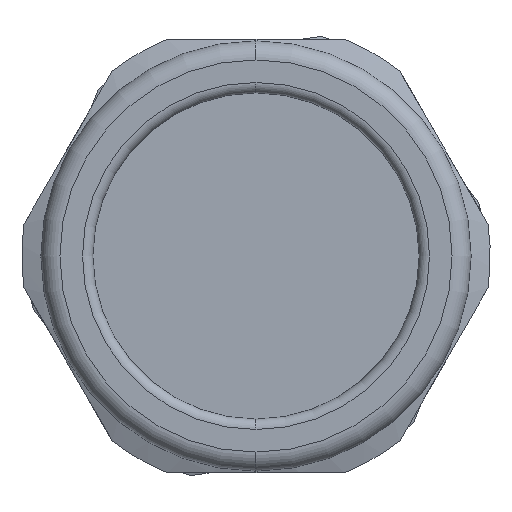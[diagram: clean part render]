
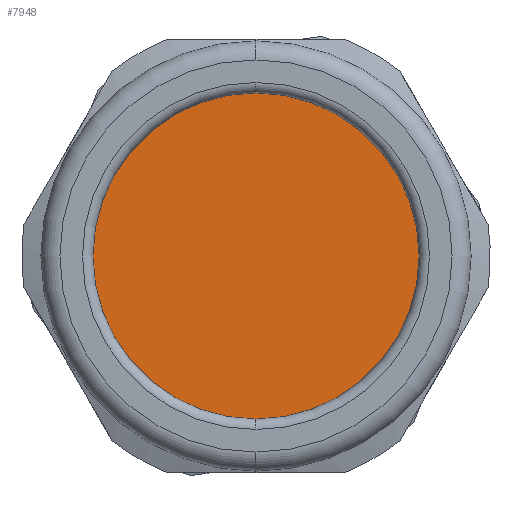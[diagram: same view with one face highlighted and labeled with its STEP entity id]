
A CAD part, left-side view. The second image highlights one B-rep face of the part: STEP entity #7948.
In plain terms, the highlighted planar face has unit normal (-1, 0, 0).
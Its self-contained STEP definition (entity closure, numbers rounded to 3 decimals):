
#380 = VERTEX_POINT ( 'NONE', #570 ) ;
#408 = CARTESIAN_POINT ( 'NONE',  ( -12.653, 0., 0. ) ) ;
#570 = CARTESIAN_POINT ( 'NONE',  ( -12.653, 0., 56.5 ) ) ;
#1028 = FACE_OUTER_BOUND ( 'NONE', #4747, .T. ) ;
#1303 = CIRCLE ( 'NONE', #4302, 56.5 ) ;
#1438 = ORIENTED_EDGE ( 'NONE', *, *, #6077, .T. ) ;
#1672 = CARTESIAN_POINT ( 'NONE',  ( -12.653, 0., 0. ) ) ;
#1735 = DIRECTION ( 'NONE',  ( 0., 0., 1. ) ) ;
#1750 = PLANE ( 'NONE',  #1784 ) ;
#1784 = AXIS2_PLACEMENT_3D ( 'NONE', #3556, #6965, #7480 ) ;
#1993 = AXIS2_PLACEMENT_3D ( 'NONE', #1672, #5525, #2284 ) ;
#2284 = DIRECTION ( 'NONE',  ( 0., 0., 1. ) ) ;
#2383 = DIRECTION ( 'NONE',  ( -1., 0., 0. ) ) ;
#3332 = VERTEX_POINT ( 'NONE', #3466 ) ;
#3466 = CARTESIAN_POINT ( 'NONE',  ( -12.653, 0., -56.5 ) ) ;
#3556 = CARTESIAN_POINT ( 'NONE',  ( -12.653, 56.5, 0. ) ) ;
#4302 = AXIS2_PLACEMENT_3D ( 'NONE', #408, #2383, #1735 ) ;
#4747 = EDGE_LOOP ( 'NONE', ( #1438, #6943 ) ) ;
#5141 = EDGE_CURVE ( 'NONE', #3332, #380, #1303, .T. ) ;
#5525 = DIRECTION ( 'NONE',  ( -1., 0., 0. ) ) ;
#6077 = EDGE_CURVE ( 'NONE', #380, #3332, #7575, .T. ) ;
#6943 = ORIENTED_EDGE ( 'NONE', *, *, #5141, .T. ) ;
#6965 = DIRECTION ( 'NONE',  ( 1., 0., 0. ) ) ;
#7480 = DIRECTION ( 'NONE',  ( 0., 0., -1. ) ) ;
#7575 = CIRCLE ( 'NONE', #1993, 56.5 ) ;
#7948 = ADVANCED_FACE ( 'NONE', ( #1028 ), #1750, .F. ) ;
